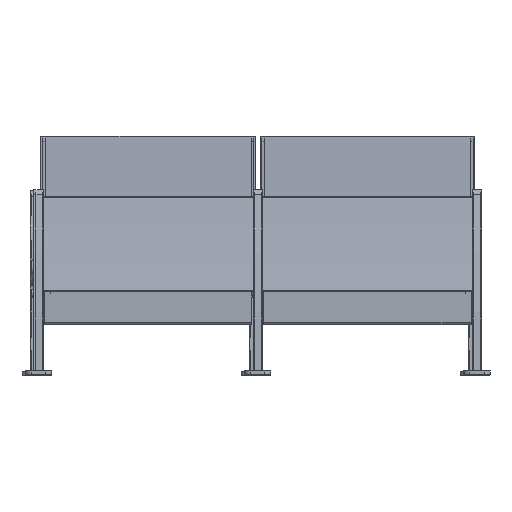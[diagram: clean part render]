
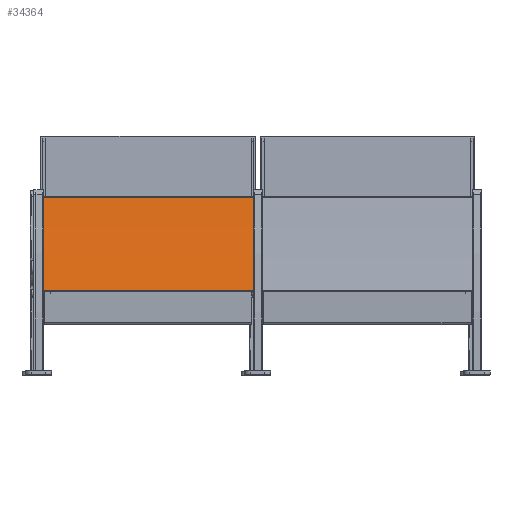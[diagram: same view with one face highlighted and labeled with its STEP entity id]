
A CAD part, top view. The second image highlights one B-rep face of the part: STEP entity #34364.
In plain terms, the highlighted cylindrical face has radius 5466.02 mm (diameter 10932 mm), a partial arc.
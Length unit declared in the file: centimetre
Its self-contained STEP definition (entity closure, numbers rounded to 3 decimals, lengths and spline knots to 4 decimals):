
#3276=FACE_OUTER_BOUND('',#5442,.T.);
#5442=EDGE_LOOP('',(#30465,#30466,#30467,#30468));
#7850=LINE('',#61968,#10318);
#7851=LINE('',#61971,#10319);
#10318=VECTOR('',#49915,1.);
#10319=VECTOR('',#49918,1.);
#12875=CIRCLE('',#39159,546.6023);
#12876=CIRCLE('',#39160,546.6023);
#16043=VERTEX_POINT('',#61964);
#16044=VERTEX_POINT('',#61965);
#16045=VERTEX_POINT('',#61967);
#16046=VERTEX_POINT('',#61969);
#20904=EDGE_CURVE('',#16043,#16044,#12875,.T.);
#20905=EDGE_CURVE('',#16044,#16045,#7850,.T.);
#20906=EDGE_CURVE('',#16045,#16046,#12876,.T.);
#20907=EDGE_CURVE('',#16043,#16046,#7851,.T.);
#30465=ORIENTED_EDGE('',*,*,#20904,.T.);
#30466=ORIENTED_EDGE('',*,*,#20905,.T.);
#30467=ORIENTED_EDGE('',*,*,#20906,.T.);
#30468=ORIENTED_EDGE('',*,*,#20907,.F.);
#32551=CYLINDRICAL_SURFACE('',#39158,546.6023);
#34364=ADVANCED_FACE('',(#3276),#32551,.F.);
#39158=AXIS2_PLACEMENT_3D('',#61963,#49911,#49912);
#39159=AXIS2_PLACEMENT_3D('',#61966,#49913,#49914);
#39160=AXIS2_PLACEMENT_3D('',#61970,#49916,#49917);
#49911=DIRECTION('center_axis',(1.,0.,0.));
#49912=DIRECTION('ref_axis',(0.,-0.12,0.993));
#49913=DIRECTION('center_axis',(1.,0.,0.));
#49914=DIRECTION('ref_axis',(0.,-0.12,0.993));
#49915=DIRECTION('',(-1.,0.,0.));
#49916=DIRECTION('center_axis',(-1.,0.,0.));
#49917=DIRECTION('ref_axis',(0.,-0.12,0.993));
#49918=DIRECTION('',(-1.,0.,0.));
#61963=CARTESIAN_POINT('Origin',(-1.5,140.1748,-531.8158));
#61964=CARTESIAN_POINT('',(-1.5,74.56,10.8339));
#61965=CARTESIAN_POINT('',(-1.5,35.5957,4.6888));
#61966=CARTESIAN_POINT('Origin',(-1.5,140.1748,-531.8158));
#61967=CARTESIAN_POINT('',(-91.5,35.5957,4.6888));
#61968=CARTESIAN_POINT('',(-1.5,35.5957,4.6888));
#61969=CARTESIAN_POINT('',(-91.5,74.56,10.8339));
#61970=CARTESIAN_POINT('Origin',(-91.5,140.1748,-531.8158));
#61971=CARTESIAN_POINT('',(-1.5,74.56,10.8339));
